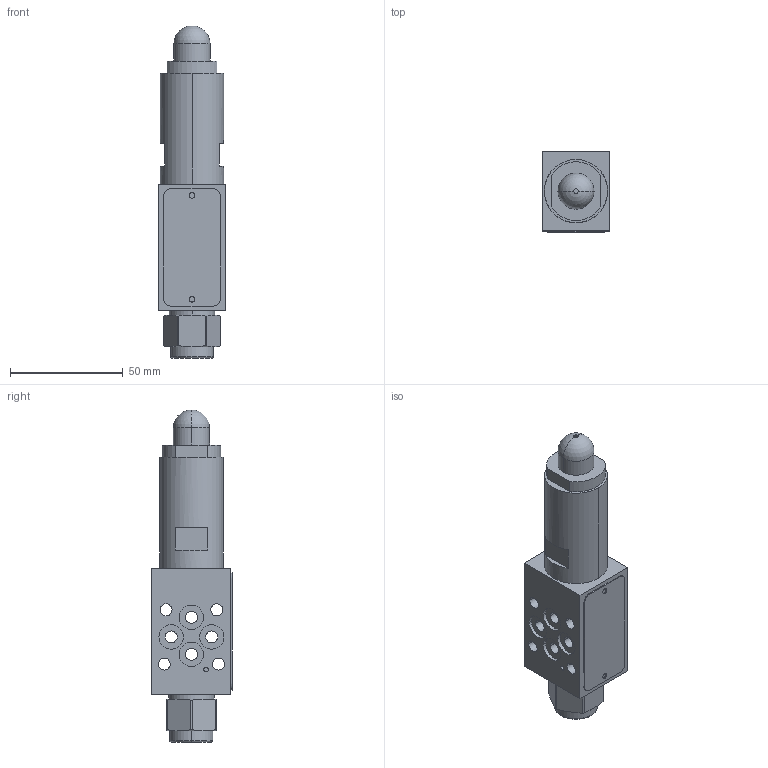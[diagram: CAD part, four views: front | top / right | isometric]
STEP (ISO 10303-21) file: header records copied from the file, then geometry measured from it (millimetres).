
FILE_DESCRIPTION((''),'2;1');
FILE_NAME('VRP2_04_PS_2_173324_PRT','2018-01-03T',('windchill'),(''),'CREO PARAMETRIC BY PTC INC, 2017020','CREO PARAMETRIC BY PTC INC, 2017020','');
FILE_SCHEMA(('CONFIG_CONTROL_DESIGN'));
Length unit declared in the file: millimetre
Products named in the file (1): VRP2_04_PS_2_173324_PRT
Bounding box: 30 x 35.5 x 147 mm (x, y, z)
Volume: 94617 mm3; surface area: 21500.2 mm2
Topology: 1 solids, 2 shells, 120 faces, 282 edges, 183 vertices
Faces by surface type: cylinder 60, plane 48, cone 6, sphere 4, torus 2
Entity records: 3768 total; most frequent: CARTESIAN_POINT 843, DIRECTION 640, ORIENTED_EDGE 560, EDGE_CURVE 280, AXIS2_PLACEMENT_3D 256, VERTEX_POINT 183, EDGE_LOOP 155, CIRCLE 136
